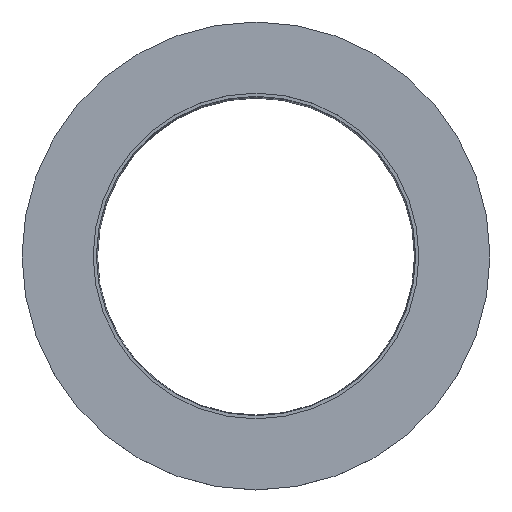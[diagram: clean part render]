
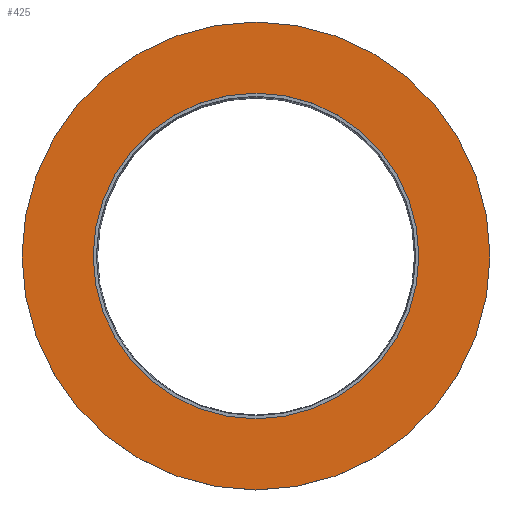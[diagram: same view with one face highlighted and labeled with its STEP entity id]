
A CAD part, top view. The second image highlights one B-rep face of the part: STEP entity #425.
In plain terms, the highlighted planar face has unit normal (0, 0, 1).
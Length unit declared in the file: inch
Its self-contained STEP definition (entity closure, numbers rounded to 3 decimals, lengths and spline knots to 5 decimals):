
#30=PLANE('',#497);
#50=FACE_BOUND('',#135,.T.);
#86=FACE_OUTER_BOUND('',#134,.T.);
#134=EDGE_LOOP('',(#314));
#135=EDGE_LOOP('',(#315));
#194=CIRCLE('',#498,1.4765);
#195=CIRCLE('',#499,1.0275);
#230=VERTEX_POINT('',#729);
#231=VERTEX_POINT('',#731);
#266=EDGE_CURVE('',#230,#230,#194,.T.);
#267=EDGE_CURVE('',#231,#231,#195,.T.);
#314=ORIENTED_EDGE('',*,*,#266,.F.);
#315=ORIENTED_EDGE('',*,*,#267,.T.);
#425=ADVANCED_FACE('',(#86,#50),#30,.F.);
#497=AXIS2_PLACEMENT_3D('',#728,#595,#596);
#498=AXIS2_PLACEMENT_3D('',#730,#597,#598);
#499=AXIS2_PLACEMENT_3D('',#732,#599,#600);
#595=DIRECTION('center_axis',(0.,0.,-1.));
#596=DIRECTION('ref_axis',(-1.,0.,0.));
#597=DIRECTION('center_axis',(0.,0.,-1.));
#598=DIRECTION('ref_axis',(-1.,0.,0.));
#599=DIRECTION('center_axis',(0.,0.,-1.));
#600=DIRECTION('ref_axis',(-1.,0.,0.));
#728=CARTESIAN_POINT('Origin',(0.,0.,0.));
#729=CARTESIAN_POINT('',(1.4765,0.,0.));
#730=CARTESIAN_POINT('Origin',(0.,0.,0.));
#731=CARTESIAN_POINT('',(1.0275,0.,0.));
#732=CARTESIAN_POINT('Origin',(0.,0.,0.));
